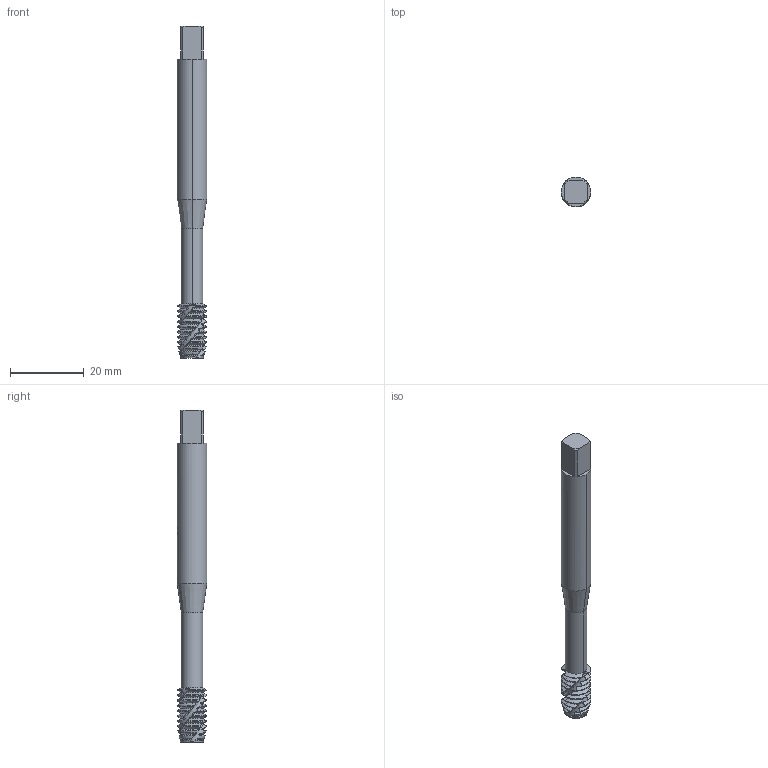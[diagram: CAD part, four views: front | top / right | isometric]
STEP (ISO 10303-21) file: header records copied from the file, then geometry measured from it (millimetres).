
FILE_DESCRIPTION(('no description'),'unknown implementation level');
FILE_NAME('solid961I4_3mUnXYJhQCp0C6ZFqAaf0_1.STP',' ',('CIM GmbH Aachen'),('CADClick - KiM GmbH - www.kimweb.de'),'unknown preprocess','ACIS','unknown authorization');
FILE_SCHEMA(('automotive_design'));
Length unit declared in the file: millimetre
Products named in the file (2): 1; 2
Bounding box: 8 x 8 x 90 mm (x, y, z)
Volume: 3613.9 mm3; surface area: 2850.9 mm2
Topology: 2 solids, 2 shells, 277 faces, 781 edges, 508 vertices
Faces by surface type: cone 119, cylinder 99, bspline 33, plane 17, revolution 9
Entity records: 26773 total; most frequent: CARTESIAN_POINT 11540, STYLED_ITEM 1568, PRESENTATION_STYLE_ASSIGNMENT 1568, COLOUR_RGB 1568, ORIENTED_EDGE 1562, DIRECTION 1143, EDGE_CURVE 781, CURVE_STYLE 781
